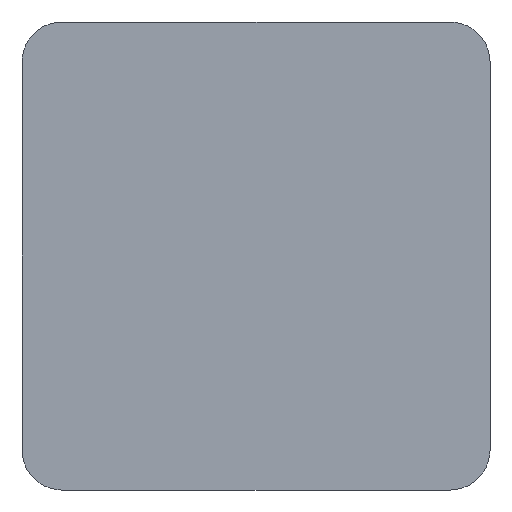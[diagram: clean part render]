
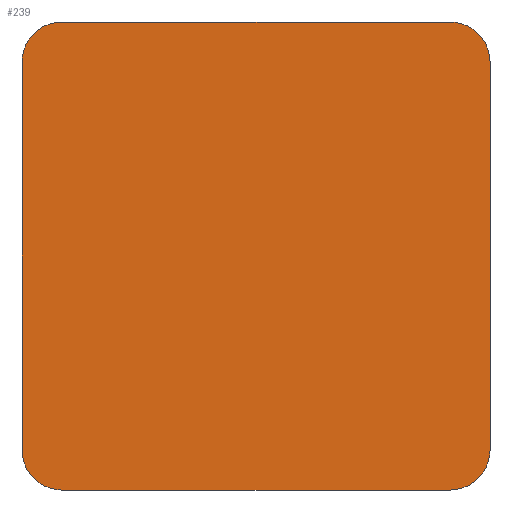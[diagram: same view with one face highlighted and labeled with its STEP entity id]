
A CAD part, front view. The second image highlights one B-rep face of the part: STEP entity #239.
In plain terms, the highlighted free-form (B-spline) face has degree [1, 1] with [2, 2] control points.
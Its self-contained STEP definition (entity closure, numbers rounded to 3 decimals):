
#172=CARTESIAN_POINT('',(-0.451,-1.6,-0.451));
#173=CARTESIAN_POINT('',(-0.451,-1.6,0.451));
#174=CARTESIAN_POINT('',(0.451,-1.6,-0.451));
#175=CARTESIAN_POINT('',(0.451,-1.6,0.451));
#176=B_SPLINE_SURFACE_WITH_KNOTS('',1,1,((#172,#173),(#174,#175)),.PLANE_SURF.,.F.,.F.,.U.,(2,2),(2,2),(0.,1.),(0.,1.),.UNSPECIFIED.);
#177=CARTESIAN_POINT('',(-0.34,-1.6,0.41));
#178=VERTEX_POINT('',#177);
#179=CARTESIAN_POINT('',(-0.41,-1.6,0.34));
#180=VERTEX_POINT('',#179);
#181=CARTESIAN_POINT('',(-0.34,-1.6,0.41));
#182=CARTESIAN_POINT('',(-0.41,-1.6,0.41));
#183=CARTESIAN_POINT('',(-0.41,-1.6,0.34));
#184=(BOUNDED_CURVE()B_SPLINE_CURVE(2,(#181,#182,#183),.CIRCULAR_ARC.,.F.,.U.)B_SPLINE_CURVE_WITH_KNOTS((3,3),(0.,1.),.UNSPECIFIED.)CURVE()GEOMETRIC_REPRESENTATION_ITEM()RATIONAL_B_SPLINE_CURVE((1.,0.707,1.))REPRESENTATION_ITEM(''));
#185=EDGE_CURVE('',#178,#180,#184,.T.);
#186=ORIENTED_EDGE('',*,*,#185,.T.);
#187=CARTESIAN_POINT('',(-0.41,-1.6,-0.34));
#188=VERTEX_POINT('',#187);
#189=CARTESIAN_POINT('',(-0.41,-1.6,0.34));
#190=CARTESIAN_POINT('',(-0.41,-1.6,-0.34));
#191=B_SPLINE_CURVE_WITH_KNOTS('',1,(#189,#190),.POLYLINE_FORM.,.F.,.U.,(2,2),(0.,1.),.UNSPECIFIED.);
#192=EDGE_CURVE('',#180,#188,#191,.T.);
#193=ORIENTED_EDGE('',*,*,#192,.T.);
#194=CARTESIAN_POINT('',(-0.34,-1.6,-0.41));
#195=VERTEX_POINT('',#194);
#196=CARTESIAN_POINT('',(-0.41,-1.6,-0.34));
#197=CARTESIAN_POINT('',(-0.41,-1.6,-0.41));
#198=CARTESIAN_POINT('',(-0.34,-1.6,-0.41));
#199=(BOUNDED_CURVE()B_SPLINE_CURVE(2,(#196,#197,#198),.CIRCULAR_ARC.,.F.,.U.)B_SPLINE_CURVE_WITH_KNOTS((3,3),(0.,1.),.UNSPECIFIED.)CURVE()GEOMETRIC_REPRESENTATION_ITEM()RATIONAL_B_SPLINE_CURVE((1.,0.707,1.))REPRESENTATION_ITEM(''));
#200=EDGE_CURVE('',#188,#195,#199,.T.);
#201=ORIENTED_EDGE('',*,*,#200,.T.);
#202=CARTESIAN_POINT('',(0.34,-1.6,-0.41));
#203=VERTEX_POINT('',#202);
#204=CARTESIAN_POINT('',(-0.34,-1.6,-0.41));
#205=CARTESIAN_POINT('',(0.34,-1.6,-0.41));
#206=B_SPLINE_CURVE_WITH_KNOTS('',1,(#204,#205),.POLYLINE_FORM.,.F.,.U.,(2,2),(0.,1.),.UNSPECIFIED.);
#207=EDGE_CURVE('',#195,#203,#206,.T.);
#208=ORIENTED_EDGE('',*,*,#207,.T.);
#209=CARTESIAN_POINT('',(0.41,-1.6,-0.34));
#210=VERTEX_POINT('',#209);
#211=CARTESIAN_POINT('',(0.34,-1.6,-0.41));
#212=CARTESIAN_POINT('',(0.41,-1.6,-0.41));
#213=CARTESIAN_POINT('',(0.41,-1.6,-0.34));
#214=(BOUNDED_CURVE()B_SPLINE_CURVE(2,(#211,#212,#213),.CIRCULAR_ARC.,.F.,.U.)B_SPLINE_CURVE_WITH_KNOTS((3,3),(0.,1.),.UNSPECIFIED.)CURVE()GEOMETRIC_REPRESENTATION_ITEM()RATIONAL_B_SPLINE_CURVE((1.,0.707,1.))REPRESENTATION_ITEM(''));
#215=EDGE_CURVE('',#203,#210,#214,.T.);
#216=ORIENTED_EDGE('',*,*,#215,.T.);
#217=CARTESIAN_POINT('',(0.41,-1.6,0.34));
#218=VERTEX_POINT('',#217);
#219=CARTESIAN_POINT('',(0.41,-1.6,-0.34));
#220=CARTESIAN_POINT('',(0.41,-1.6,0.34));
#221=B_SPLINE_CURVE_WITH_KNOTS('',1,(#219,#220),.POLYLINE_FORM.,.F.,.U.,(2,2),(0.,1.),.UNSPECIFIED.);
#222=EDGE_CURVE('',#210,#218,#221,.T.);
#223=ORIENTED_EDGE('',*,*,#222,.T.);
#224=CARTESIAN_POINT('',(0.34,-1.6,0.41));
#225=VERTEX_POINT('',#224);
#226=CARTESIAN_POINT('',(0.41,-1.6,0.34));
#227=CARTESIAN_POINT('',(0.41,-1.6,0.41));
#228=CARTESIAN_POINT('',(0.34,-1.6,0.41));
#229=(BOUNDED_CURVE()B_SPLINE_CURVE(2,(#226,#227,#228),.CIRCULAR_ARC.,.F.,.U.)B_SPLINE_CURVE_WITH_KNOTS((3,3),(0.,1.),.UNSPECIFIED.)CURVE()GEOMETRIC_REPRESENTATION_ITEM()RATIONAL_B_SPLINE_CURVE((1.,0.707,1.))REPRESENTATION_ITEM(''));
#230=EDGE_CURVE('',#218,#225,#229,.T.);
#231=ORIENTED_EDGE('',*,*,#230,.T.);
#232=CARTESIAN_POINT('',(0.34,-1.6,0.41));
#233=CARTESIAN_POINT('',(-0.34,-1.6,0.41));
#234=B_SPLINE_CURVE_WITH_KNOTS('',1,(#232,#233),.POLYLINE_FORM.,.F.,.U.,(2,2),(0.,1.),.UNSPECIFIED.);
#235=EDGE_CURVE('',#225,#178,#234,.T.);
#236=ORIENTED_EDGE('',*,*,#235,.T.);
#237=EDGE_LOOP('',(#186,#193,#201,#208,#216,#223,#231,#236));
#238=FACE_OUTER_BOUND('',#237,.T.);
#239=ADVANCED_FACE('',(#238),#176,.T.);
